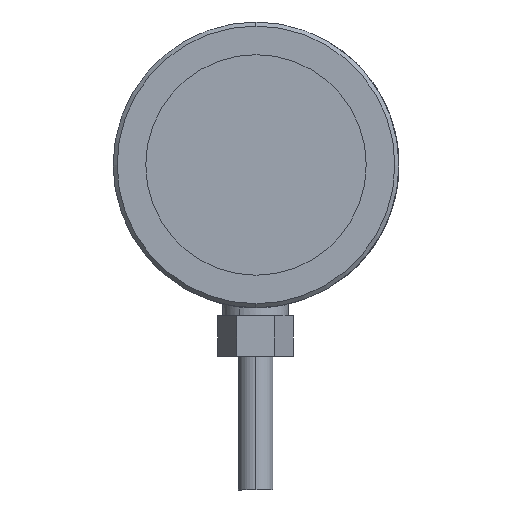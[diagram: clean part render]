
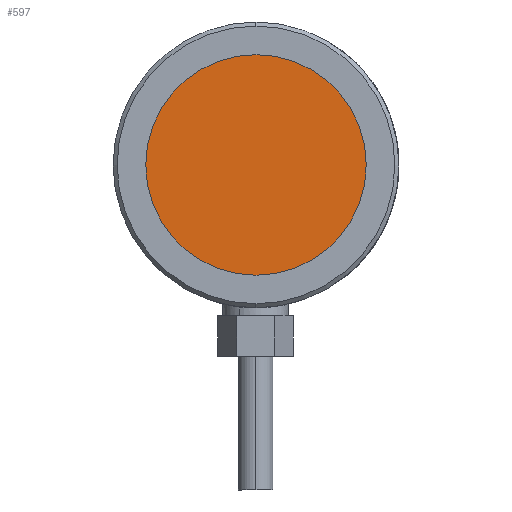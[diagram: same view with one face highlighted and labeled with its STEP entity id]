
A CAD part, left-side view. The second image highlights one B-rep face of the part: STEP entity #597.
In plain terms, the highlighted planar face has unit normal (-1, 0, 0).
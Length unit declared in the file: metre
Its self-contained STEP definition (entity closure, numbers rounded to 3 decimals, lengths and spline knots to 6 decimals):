
#597=ADVANCED_FACE('1:5380',(#1234),#1235,.T.);
#1234=FACE_OUTER_BOUND('',#3429,.T.);
#1235=PLANE('',#3430);
#3429=EDGE_LOOP('',(#5179,#5180));
#3430=AXIS2_PLACEMENT_3D('',#5181,#5182,#5183);
#5179=ORIENTED_EDGE('',*,*,#5966,.T.);
#5180=ORIENTED_EDGE('',*,*,#5976,.T.);
#5181=CARTESIAN_POINT('',(-0.007,-0.020777,0.002403));
#5182=DIRECTION('',(-1.0,0.,0.));
#5183=DIRECTION('',(0.,-1.0,0.));
#5966=EDGE_CURVE('1:5995',#7051,#7048,#7052,.F.);
#5976=EDGE_CURVE('',#7048,#7051,#7064,.F.);
#7048=VERTEX_POINT('',#9751);
#7051=VERTEX_POINT('',#9755);
#7052=CIRCLE('',#9756,0.0135);
#7064=CIRCLE('',#9776,0.0135);
#9751=CARTESIAN_POINT('',(-0.007,-0.020777,-0.002347));
#9755=CARTESIAN_POINT('',(-0.007,-0.020777,0.024653));
#9756=AXIS2_PLACEMENT_3D('',#10954,#10955,#10956);
#9776=AXIS2_PLACEMENT_3D('',#10966,#10967,#10968);
#10954=CARTESIAN_POINT('',(-0.007,-0.020777,0.011153));
#10955=DIRECTION('',(1.0,0.,0.));
#10956=DIRECTION('',(0.,0.,-1.0));
#10966=CARTESIAN_POINT('',(-0.007,-0.020777,0.011153));
#10967=DIRECTION('',(1.0,0.,0.));
#10968=DIRECTION('',(0.,0.,-1.0));
